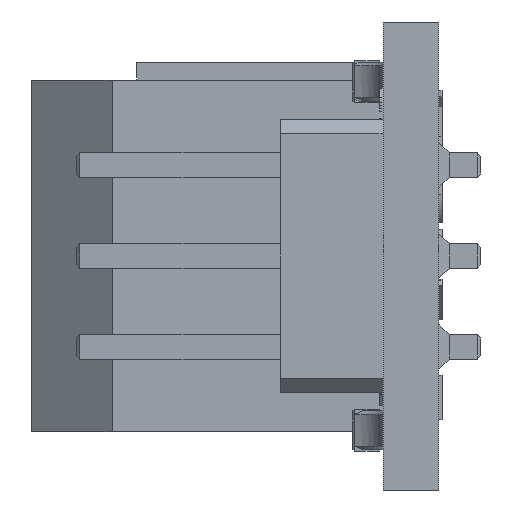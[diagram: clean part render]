
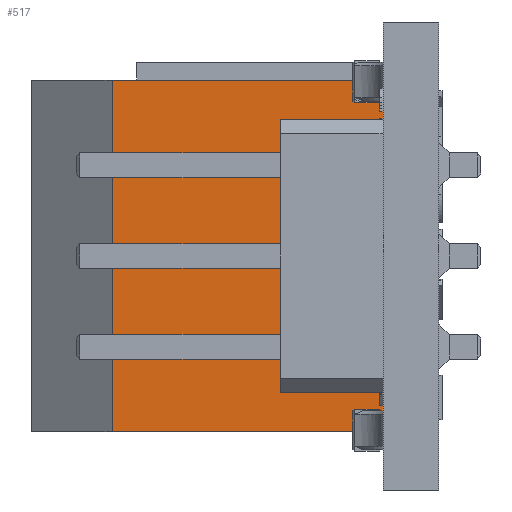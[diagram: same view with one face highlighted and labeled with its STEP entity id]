
A CAD part, left-side view. The second image highlights one B-rep face of the part: STEP entity #517.
In plain terms, the highlighted planar face has unit normal (-1, 0, 0).
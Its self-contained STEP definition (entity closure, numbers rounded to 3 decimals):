
#517 = ADVANCED_FACE ( 'NONE', ( #22030 ), #882, .F. ) ;
#882 = PLANE ( 'NONE',  #21285 ) ;
#961 = VECTOR ( 'NONE', #6583, 1000. ) ;
#1074 = CARTESIAN_POINT ( 'NONE',  ( 7.067, 11.58, 5. ) ) ;
#1601 = LINE ( 'NONE', #23452, #10843 ) ;
#2698 = CARTESIAN_POINT ( 'NONE',  ( 7.067, 11.58, -5. ) ) ;
#5337 = LINE ( 'NONE', #21027, #961 ) ;
#5510 = DIRECTION ( 'NONE',  ( 1., 0., 0. ) ) ;
#6583 = DIRECTION ( 'NONE',  ( 0., 0., 1. ) ) ;
#6677 = DIRECTION ( 'NONE',  ( 0., -1., 0. ) ) ;
#6785 = DIRECTION ( 'NONE',  ( 0., -1., 0. ) ) ;
#8029 = EDGE_CURVE ( 'NONE', #16109, #13839, #34953, .T. ) ;
#9628 = CARTESIAN_POINT ( 'NONE',  ( 7.067, 1.58, -5. ) ) ;
#9650 = LINE ( 'NONE', #1074, #18850 ) ;
#10843 = VECTOR ( 'NONE', #6785, 1000. ) ;
#11193 = CARTESIAN_POINT ( 'NONE',  ( 7.067, 9.28, 5. ) ) ;
#11344 = CARTESIAN_POINT ( 'NONE',  ( 7.067, 1.58, -5. ) ) ;
#12044 = EDGE_CURVE ( 'NONE', #21477, #13839, #9650, .T. ) ;
#13839 = VERTEX_POINT ( 'NONE', #35093 ) ;
#15414 = EDGE_CURVE ( 'NONE', #34981, #21477, #5337, .T. ) ;
#15672 = ORIENTED_EDGE ( 'NONE', *, *, #12044, .F. ) ;
#16109 = VERTEX_POINT ( 'NONE', #9628 ) ;
#18850 = VECTOR ( 'NONE', #6677, 1000. ) ;
#21027 = CARTESIAN_POINT ( 'NONE',  ( 7.067, 9.28, -6.65 ) ) ;
#21285 = AXIS2_PLACEMENT_3D ( 'NONE', #2698, #5510, #32122 ) ;
#21477 = VERTEX_POINT ( 'NONE', #11193 ) ;
#22030 = FACE_OUTER_BOUND ( 'NONE', #30562, .T. ) ;
#23452 = CARTESIAN_POINT ( 'NONE',  ( 7.067, 11.58, -5. ) ) ;
#24447 = EDGE_CURVE ( 'NONE', #34981, #16109, #1601, .T. ) ;
#25304 = ORIENTED_EDGE ( 'NONE', *, *, #8029, .T. ) ;
#27040 = VECTOR ( 'NONE', #31033, 1000. ) ;
#28226 = ORIENTED_EDGE ( 'NONE', *, *, #15414, .F. ) ;
#28692 = ORIENTED_EDGE ( 'NONE', *, *, #24447, .T. ) ;
#30562 = EDGE_LOOP ( 'NONE', ( #15672, #28226, #28692, #25304 ) ) ;
#31033 = DIRECTION ( 'NONE',  ( 0., 0., 1. ) ) ;
#32122 = DIRECTION ( 'NONE',  ( 0., 0., -1. ) ) ;
#34953 = LINE ( 'NONE', #11344, #27040 ) ;
#34981 = VERTEX_POINT ( 'NONE', #35568 ) ;
#35093 = CARTESIAN_POINT ( 'NONE',  ( 7.067, 1.58, 5. ) ) ;
#35568 = CARTESIAN_POINT ( 'NONE',  ( 7.067, 9.28, -5. ) ) ;
